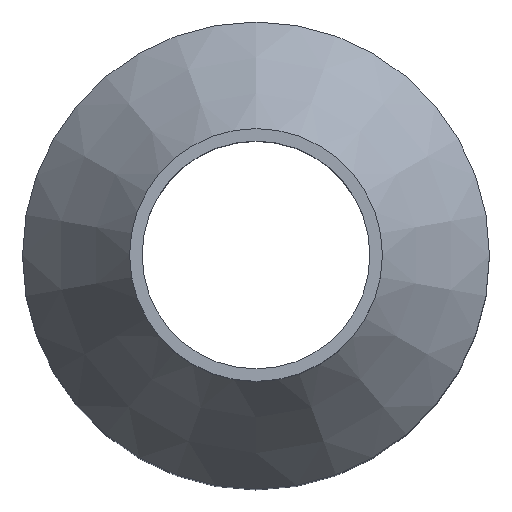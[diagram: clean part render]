
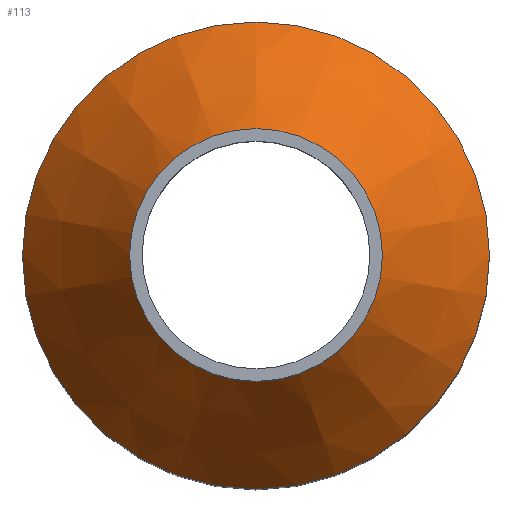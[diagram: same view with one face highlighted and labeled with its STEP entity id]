
A CAD part, top view. The second image highlights one B-rep face of the part: STEP entity #113.
In plain terms, the highlighted conical face has half-angle 35.853 degrees and reference radius 19.267 mm.
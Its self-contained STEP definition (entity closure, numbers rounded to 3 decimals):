
#23=FACE_OUTER_BOUND('',#31,.T.);
#31=EDGE_LOOP('',(#83,#84,#85,#86));
#41=LINE('',#196,#47);
#47=VECTOR('',#157,19.268);
#53=CIRCLE('',#136,13.535);
#54=CIRCLE('',#137,25.);
#61=VERTEX_POINT('',#193);
#62=VERTEX_POINT('',#195);
#69=EDGE_CURVE('',#61,#61,#53,.T.);
#70=EDGE_CURVE('',#61,#62,#41,.T.);
#71=EDGE_CURVE('',#62,#62,#54,.T.);
#83=ORIENTED_EDGE('',*,*,#69,.F.);
#84=ORIENTED_EDGE('',*,*,#70,.T.);
#85=ORIENTED_EDGE('',*,*,#71,.T.);
#86=ORIENTED_EDGE('',*,*,#70,.F.);
#111=CONICAL_SURFACE('',#135,19.268,0.626);
#113=ADVANCED_FACE('',(#23),#111,.T.);
#135=AXIS2_PLACEMENT_3D('',#192,#153,#154);
#136=AXIS2_PLACEMENT_3D('',#194,#155,#156);
#137=AXIS2_PLACEMENT_3D('',#197,#158,#159);
#153=DIRECTION('center_axis',(0.,0.,-1.));
#154=DIRECTION('ref_axis',(0.,-1.,0.));
#155=DIRECTION('center_axis',(0.,0.,1.));
#156=DIRECTION('ref_axis',(1.,0.,0.));
#157=DIRECTION('',(0.,0.586,-0.811));
#158=DIRECTION('center_axis',(0.,0.,1.));
#159=DIRECTION('ref_axis',(1.,0.,0.));
#192=CARTESIAN_POINT('Origin',(0.,25.,67.933));
#193=CARTESIAN_POINT('',(0.,38.535,75.865));
#194=CARTESIAN_POINT('Origin',(0.,25.,75.865));
#195=CARTESIAN_POINT('',(0.,50.,60.));
#196=CARTESIAN_POINT('',(0.,44.268,67.933));
#197=CARTESIAN_POINT('Origin',(0.,25.,60.));
